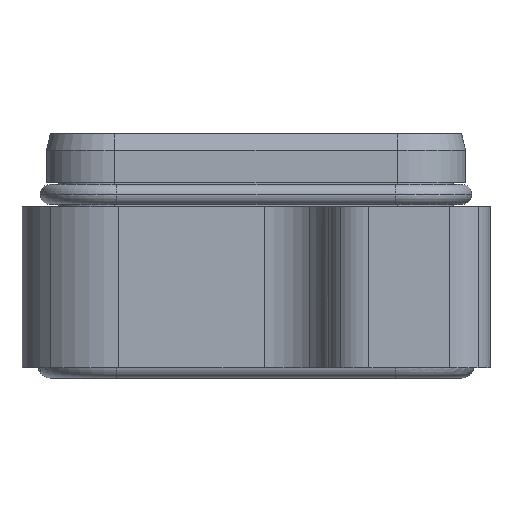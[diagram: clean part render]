
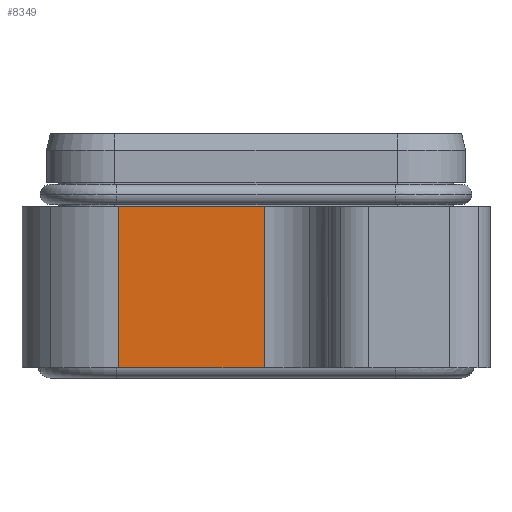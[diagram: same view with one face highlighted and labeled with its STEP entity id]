
A CAD part, left-side view. The second image highlights one B-rep face of the part: STEP entity #8349.
In plain terms, the highlighted planar face has unit normal (-1, 0, 0).
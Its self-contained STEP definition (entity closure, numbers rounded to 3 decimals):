
#1554=CARTESIAN_POINT('',(-64.,17.,0.0));
#1555=VERTEX_POINT('',#1554);
#1563=CARTESIAN_POINT('',(-64.,17.,20.0));
#1564=VERTEX_POINT('',#1563);
#1565=CARTESIAN_POINT('',(-64.,17.,0.0));
#1566=DIRECTION('',(0.0,0.0,1.0));
#1567=VECTOR('',#1566,20.0);
#1568=LINE('',#1565,#1567);
#1569=EDGE_CURVE('',#1555,#1564,#1568,.T.);
#5410=CARTESIAN_POINT('',(-64.,-1.,0.0));
#5411=VERTEX_POINT('',#5410);
#5419=CARTESIAN_POINT('',(-64.,17.,0.0));
#5420=DIRECTION('',(0.0,-1.0,0.0));
#5421=VECTOR('',#5420,18.0);
#5422=LINE('',#5419,#5421);
#5423=EDGE_CURVE('',#1555,#5411,#5422,.T.);
#6077=CARTESIAN_POINT('',(-64.0,-1.,20.));
#6078=VERTEX_POINT('',#6077);
#6079=CARTESIAN_POINT('',(-64.0,-1.,20.));
#6080=DIRECTION('',(0.0,1.0,0.0));
#6081=VECTOR('',#6080,18.);
#6082=LINE('',#6079,#6081);
#6083=EDGE_CURVE('',#6078,#1564,#6082,.T.);
#8311=CARTESIAN_POINT('',(-64.0,-1.,20.));
#8312=DIRECTION('',(0.0,0.0,-1.0));
#8313=VECTOR('',#8312,20.);
#8314=LINE('',#8311,#8313);
#8315=EDGE_CURVE('',#6078,#5411,#8314,.T.);
#8338=CARTESIAN_POINT('',(-64.0,-9.,0.0));
#8339=DIRECTION('',(-1.0,0.0,0.0));
#8340=DIRECTION('',(0.0,0.0,-1.0));
#8341=AXIS2_PLACEMENT_3D('',#8338,#8339,#8340);
#8342=PLANE('',#8341);
#8343=ORIENTED_EDGE('',*,*,#6083,.T.);
#8344=ORIENTED_EDGE('',*,*,#1569,.F.);
#8345=ORIENTED_EDGE('',*,*,#5423,.T.);
#8346=ORIENTED_EDGE('',*,*,#8315,.F.);
#8347=EDGE_LOOP('',(#8343,#8344,#8345,#8346));
#8348=FACE_OUTER_BOUND('',#8347,.T.);
#8349=ADVANCED_FACE('',(#8348),#8342,.T.);
